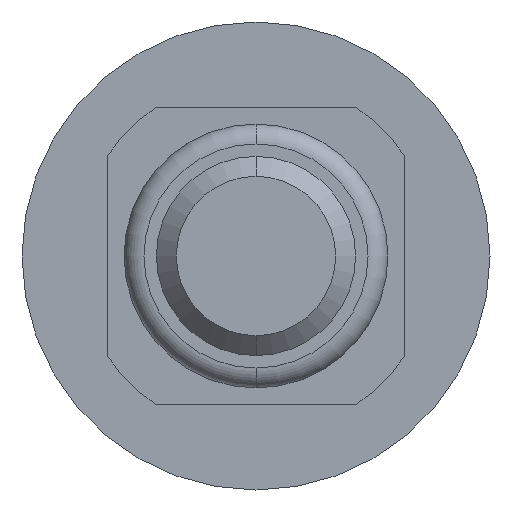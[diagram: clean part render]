
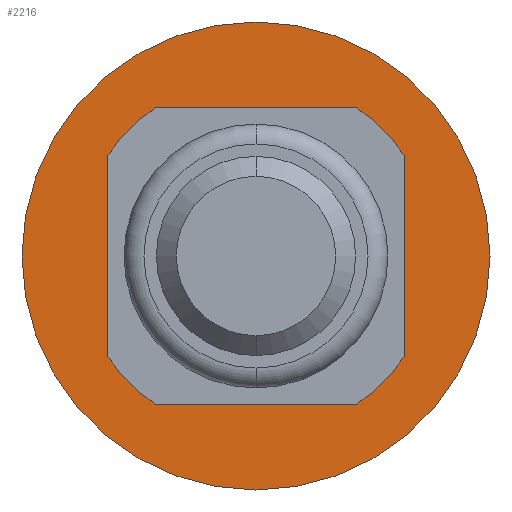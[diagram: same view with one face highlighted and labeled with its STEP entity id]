
A CAD part, front view. The second image highlights one B-rep face of the part: STEP entity #2216.
In plain terms, the highlighted planar face has unit normal (0, -1, 0).
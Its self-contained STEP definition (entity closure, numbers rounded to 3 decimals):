
#108 = CARTESIAN_POINT ( 'NONE',  ( 0., 5.3, -0.9 ) ) ;
#146 = AXIS2_PLACEMENT_3D ( 'NONE', #2699, #3592, #772 ) ;
#180 = FACE_BOUND ( 'NONE', #1073, .T. ) ;
#347 = AXIS2_PLACEMENT_3D ( 'NONE', #1169, #2846, #1158 ) ;
#539 = EDGE_CURVE ( 'NONE', #837, #1739, #2513, .T. ) ;
#772 = DIRECTION ( 'NONE',  ( 0., 0., -1. ) ) ;
#837 = VERTEX_POINT ( 'NONE', #920 ) ;
#883 = ORIENTED_EDGE ( 'NONE', *, *, #2780, .F. ) ;
#896 = CIRCLE ( 'NONE', #966, 0.9 ) ;
#920 = CARTESIAN_POINT ( 'NONE',  ( 0., 5.3, 2.35 ) ) ;
#966 = AXIS2_PLACEMENT_3D ( 'NONE', #2212, #1972, #1344 ) ;
#1018 = CARTESIAN_POINT ( 'NONE',  ( 0., 5.3, -2.35 ) ) ;
#1073 = EDGE_LOOP ( 'NONE', ( #2974, #883 ) ) ;
#1134 = DIRECTION ( 'NONE',  ( 0., 0., -1. ) ) ;
#1158 = DIRECTION ( 'NONE',  ( 0., 0., -1. ) ) ;
#1162 = ORIENTED_EDGE ( 'NONE', *, *, #539, .T. ) ;
#1163 = CIRCLE ( 'NONE', #146, 2.35 ) ;
#1169 = CARTESIAN_POINT ( 'NONE',  ( 0., 5.3, 0. ) ) ;
#1344 = DIRECTION ( 'NONE',  ( 0., 0., -1. ) ) ;
#1520 = DIRECTION ( 'NONE',  ( 0., 0., -1. ) ) ;
#1532 = PLANE ( 'NONE',  #2191 ) ;
#1562 = FACE_OUTER_BOUND ( 'NONE', #2798, .T. ) ;
#1739 = VERTEX_POINT ( 'NONE', #1018 ) ;
#1823 = DIRECTION ( 'NONE',  ( 0., -1., 0. ) ) ;
#1839 = VERTEX_POINT ( 'NONE', #108 ) ;
#1972 = DIRECTION ( 'NONE',  ( 0., -1., 0. ) ) ;
#2047 = CIRCLE ( 'NONE', #347, 0.9 ) ;
#2088 = CARTESIAN_POINT ( 'NONE',  ( 0., 5.3, 0.9 ) ) ;
#2191 = AXIS2_PLACEMENT_3D ( 'NONE', #3534, #1823, #1520 ) ;
#2212 = CARTESIAN_POINT ( 'NONE',  ( 0., 5.3, 0. ) ) ;
#2216 = ADVANCED_FACE ( 'NONE', ( #1562, #180 ), #1532, .T. ) ;
#2220 = AXIS2_PLACEMENT_3D ( 'NONE', #2252, #2532, #1134 ) ;
#2252 = CARTESIAN_POINT ( 'NONE',  ( 0., 5.3, 0. ) ) ;
#2513 = CIRCLE ( 'NONE', #2220, 2.35 ) ;
#2532 = DIRECTION ( 'NONE',  ( 0., -1., 0. ) ) ;
#2562 = EDGE_CURVE ( 'NONE', #1739, #837, #1163, .T. ) ;
#2602 = EDGE_CURVE ( 'NONE', #1839, #2992, #896, .T. ) ;
#2699 = CARTESIAN_POINT ( 'NONE',  ( 0., 5.3, 0. ) ) ;
#2780 = EDGE_CURVE ( 'NONE', #2992, #1839, #2047, .T. ) ;
#2798 = EDGE_LOOP ( 'NONE', ( #3478, #1162 ) ) ;
#2846 = DIRECTION ( 'NONE',  ( 0., -1., 0. ) ) ;
#2974 = ORIENTED_EDGE ( 'NONE', *, *, #2602, .F. ) ;
#2992 = VERTEX_POINT ( 'NONE', #2088 ) ;
#3478 = ORIENTED_EDGE ( 'NONE', *, *, #2562, .T. ) ;
#3534 = CARTESIAN_POINT ( 'NONE',  ( 2.35, 5.3, 0. ) ) ;
#3592 = DIRECTION ( 'NONE',  ( 0., -1., 0. ) ) ;
